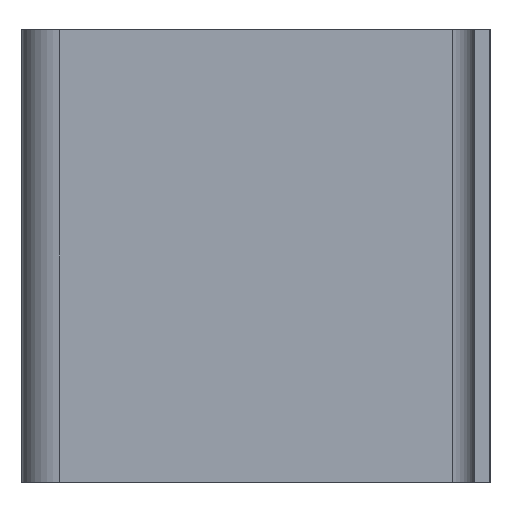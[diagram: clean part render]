
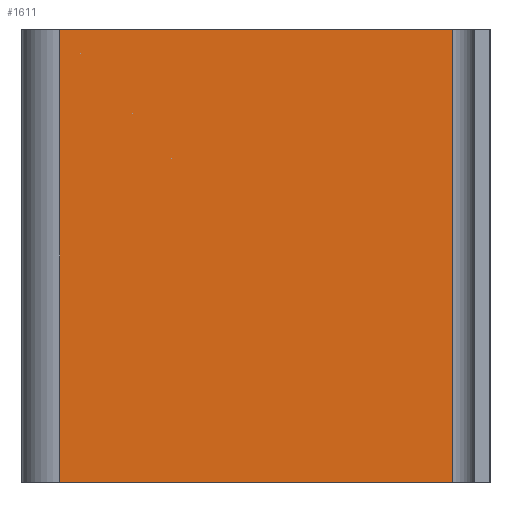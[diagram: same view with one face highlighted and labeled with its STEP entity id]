
A CAD part, left-side view. The second image highlights one B-rep face of the part: STEP entity #1611.
In plain terms, the highlighted planar face has unit normal (-1, 0, 0).
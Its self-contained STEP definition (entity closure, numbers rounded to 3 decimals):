
#12 = CARTESIAN_POINT ( 'NONE',  ( -33., -3., 60. ) ) ;
#36 = EDGE_CURVE ( 'NONE', #134, #645, #1206, .T. ) ;
#54 = CARTESIAN_POINT ( 'NONE',  ( -33., -55., 0. ) ) ;
#65 = CARTESIAN_POINT ( 'NONE',  ( -33., -55., 60. ) ) ;
#104 = CARTESIAN_POINT ( 'NONE',  ( -33., -55., 60. ) ) ;
#123 = VECTOR ( 'NONE', #916, 1000. ) ;
#134 = VERTEX_POINT ( 'NONE', #104 ) ;
#254 = VECTOR ( 'NONE', #801, 1000. ) ;
#364 = CARTESIAN_POINT ( 'NONE',  ( -33., 0., 60. ) ) ;
#393 = EDGE_CURVE ( 'NONE', #1509, #645, #1224, .T. ) ;
#495 = AXIS2_PLACEMENT_3D ( 'NONE', #364, #1468, #1460 ) ;
#570 = CARTESIAN_POINT ( 'NONE',  ( -33., -3., 60. ) ) ;
#645 = VERTEX_POINT ( 'NONE', #54 ) ;
#782 = CARTESIAN_POINT ( 'NONE',  ( -33., 0., 60. ) ) ;
#801 = DIRECTION ( 'NONE',  ( 0., 0., -1. ) ) ;
#876 = ORIENTED_EDGE ( 'NONE', *, *, #393, .T. ) ;
#916 = DIRECTION ( 'NONE',  ( 0., -1., 0. ) ) ;
#923 = DIRECTION ( 'NONE',  ( 0., 0., -1. ) ) ;
#954 = ORIENTED_EDGE ( 'NONE', *, *, #36, .F. ) ;
#955 = PLANE ( 'NONE',  #495 ) ;
#961 = EDGE_CURVE ( 'NONE', #963, #134, #1152, .T. ) ;
#963 = VERTEX_POINT ( 'NONE', #12 ) ;
#1048 = ORIENTED_EDGE ( 'NONE', *, *, #961, .F. ) ;
#1063 = EDGE_LOOP ( 'NONE', ( #876, #954, #1048, #1467 ) ) ;
#1104 = EDGE_CURVE ( 'NONE', #963, #1509, #1186, .T. ) ;
#1152 = LINE ( 'NONE', #782, #123 ) ;
#1186 = LINE ( 'NONE', #570, #254 ) ;
#1206 = LINE ( 'NONE', #65, #1645 ) ;
#1214 = VECTOR ( 'NONE', #1360, 1000. ) ;
#1224 = LINE ( 'NONE', #1249, #1214 ) ;
#1249 = CARTESIAN_POINT ( 'NONE',  ( -33., 0., 0. ) ) ;
#1353 = FACE_OUTER_BOUND ( 'NONE', #1063, .T. ) ;
#1360 = DIRECTION ( 'NONE',  ( 0., -1., 0. ) ) ;
#1460 = DIRECTION ( 'NONE',  ( 0., 0., -1. ) ) ;
#1467 = ORIENTED_EDGE ( 'NONE', *, *, #1104, .T. ) ;
#1468 = DIRECTION ( 'NONE',  ( 1., 0., 0. ) ) ;
#1509 = VERTEX_POINT ( 'NONE', #1572 ) ;
#1572 = CARTESIAN_POINT ( 'NONE',  ( -33., -3., 0. ) ) ;
#1611 = ADVANCED_FACE ( 'NONE', ( #1353 ), #955, .F. ) ;
#1645 = VECTOR ( 'NONE', #923, 1000. ) ;
